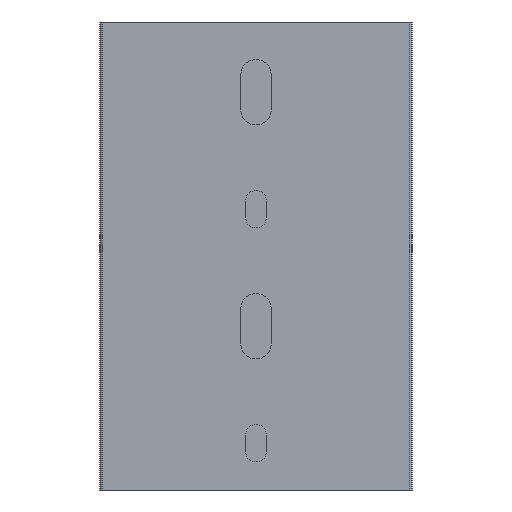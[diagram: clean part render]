
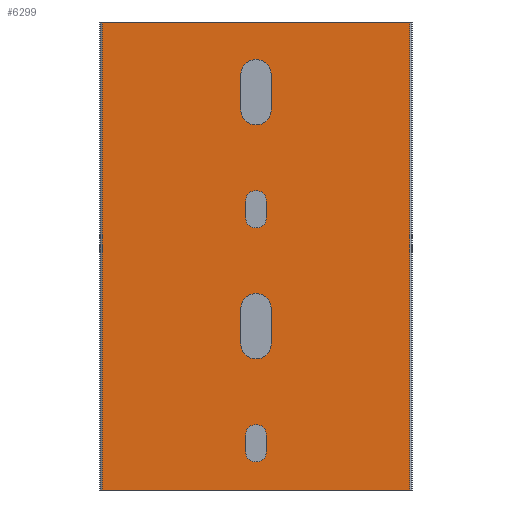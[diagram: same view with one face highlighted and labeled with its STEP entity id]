
A CAD part, front view. The second image highlights one B-rep face of the part: STEP entity #6299.
In plain terms, the highlighted planar face has unit normal (0, -1, 0).
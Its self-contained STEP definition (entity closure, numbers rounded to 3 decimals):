
#444=DIRECTION('',(1.,0.,0.));
#445=VECTOR('',#444,65.604);
#446=CARTESIAN_POINT('',(-32.802,0.,0.));
#447=LINE('47756',#446,#445);
#448=DIRECTION('',(0.,0.,-1.));
#449=VECTOR('',#448,100.);
#450=CARTESIAN_POINT('',(32.802,0.,0.));
#451=LINE('47630',#450,#449);
#452=DIRECTION('',(-1.,0.,0.));
#453=VECTOR('',#452,65.604);
#454=CARTESIAN_POINT('',(32.802,0.,-100.));
#455=LINE('47757',#454,#453);
#456=CARTESIAN_POINT('',(0.,0.,-11.25));
#457=DIRECTION('',(0.,-1.,0.));
#458=DIRECTION('',(1.,0.,0.));
#459=AXIS2_PLACEMENT_3D('',#456,#457,#458);
#461=DIRECTION('',(0.,0.,-1.));
#462=VECTOR('',#461,7.5);
#463=CARTESIAN_POINT('',(-3.25,0.,-11.25));
#464=LINE('6947',#463,#462);
#465=CARTESIAN_POINT('',(0.,0.,-18.75));
#466=DIRECTION('',(0.,-1.,0.));
#467=DIRECTION('',(-1.,0.,0.));
#468=AXIS2_PLACEMENT_3D('',#465,#466,#467);
#470=DIRECTION('',(0.,0.,1.));
#471=VECTOR('',#470,7.5);
#472=CARTESIAN_POINT('',(3.25,0.,-18.75));
#473=LINE('6950',#472,#471);
#474=CARTESIAN_POINT('',(0.,0.,-38.25));
#475=DIRECTION('',(0.,-1.,0.));
#476=DIRECTION('',(1.,0.,0.));
#477=AXIS2_PLACEMENT_3D('',#474,#475,#476);
#479=DIRECTION('',(0.,0.,-1.));
#480=VECTOR('',#479,3.5);
#481=CARTESIAN_POINT('',(-2.25,0.,-38.25));
#482=LINE('6953',#481,#480);
#483=CARTESIAN_POINT('',(0.,0.,-41.75));
#484=DIRECTION('',(0.,-1.,0.));
#485=DIRECTION('',(-1.,0.,0.));
#486=AXIS2_PLACEMENT_3D('',#483,#484,#485);
#488=DIRECTION('',(0.,0.,1.));
#489=VECTOR('',#488,3.5);
#490=CARTESIAN_POINT('',(2.25,0.,-41.75));
#491=LINE('6956',#490,#489);
#492=CARTESIAN_POINT('',(0.,0.,-61.25));
#493=DIRECTION('',(0.,-1.,0.));
#494=DIRECTION('',(1.,0.,0.));
#495=AXIS2_PLACEMENT_3D('',#492,#493,#494);
#497=DIRECTION('',(0.,0.,-1.));
#498=VECTOR('',#497,7.5);
#499=CARTESIAN_POINT('',(-3.25,0.,-61.25));
#500=LINE('6959',#499,#498);
#501=CARTESIAN_POINT('',(0.,0.,-68.75));
#502=DIRECTION('',(0.,-1.,0.));
#503=DIRECTION('',(-1.,0.,0.));
#504=AXIS2_PLACEMENT_3D('',#501,#502,#503);
#506=DIRECTION('',(0.,0.,1.));
#507=VECTOR('',#506,7.5);
#508=CARTESIAN_POINT('',(3.25,0.,-68.75));
#509=LINE('6962',#508,#507);
#510=CARTESIAN_POINT('',(0.,0.,-88.25));
#511=DIRECTION('',(0.,-1.,0.));
#512=DIRECTION('',(1.,0.,0.));
#513=AXIS2_PLACEMENT_3D('',#510,#511,#512);
#515=DIRECTION('',(0.,0.,-1.));
#516=VECTOR('',#515,3.5);
#517=CARTESIAN_POINT('',(-2.25,0.,-88.25));
#518=LINE('6965',#517,#516);
#519=CARTESIAN_POINT('',(0.,0.,-91.75));
#520=DIRECTION('',(0.,-1.,0.));
#521=DIRECTION('',(-1.,0.,0.));
#522=AXIS2_PLACEMENT_3D('',#519,#520,#521);
#524=DIRECTION('',(0.,0.,1.));
#525=VECTOR('',#524,3.5);
#526=CARTESIAN_POINT('',(2.25,0.,-91.75));
#527=LINE('6968',#526,#525);
#652=DIRECTION('',(0.,0.,-1.));
#653=VECTOR('',#652,100.);
#654=CARTESIAN_POINT('',(-32.802,0.,0.));
#655=LINE('47753',#654,#653);
#5178=CARTESIAN_POINT('',(-3.25,0.,-11.25));
#5179=CARTESIAN_POINT('',(-3.25,0.,-18.75));
#5180=VERTEX_POINT('',#5178);
#5181=VERTEX_POINT('',#5179);
#5182=CARTESIAN_POINT('',(3.25,0.,-18.75));
#5183=CARTESIAN_POINT('',(3.25,0.,-11.25));
#5184=VERTEX_POINT('',#5182);
#5185=VERTEX_POINT('',#5183);
#5186=CARTESIAN_POINT('',(-2.25,0.,-38.25));
#5187=CARTESIAN_POINT('',(-2.25,0.,-41.75));
#5188=VERTEX_POINT('',#5186);
#5189=VERTEX_POINT('',#5187);
#5190=CARTESIAN_POINT('',(2.25,0.,-41.75));
#5191=CARTESIAN_POINT('',(2.25,0.,-38.25));
#5192=VERTEX_POINT('',#5190);
#5193=VERTEX_POINT('',#5191);
#5194=CARTESIAN_POINT('',(-3.25,0.,-61.25));
#5195=CARTESIAN_POINT('',(-3.25,0.,-68.75));
#5196=VERTEX_POINT('',#5194);
#5197=VERTEX_POINT('',#5195);
#5198=CARTESIAN_POINT('',(3.25,0.,-68.75));
#5199=CARTESIAN_POINT('',(3.25,0.,-61.25));
#5200=VERTEX_POINT('',#5198);
#5201=VERTEX_POINT('',#5199);
#5202=CARTESIAN_POINT('',(-2.25,0.,-88.25));
#5203=CARTESIAN_POINT('',(-2.25,0.,-91.75));
#5204=VERTEX_POINT('',#5202);
#5205=VERTEX_POINT('',#5203);
#5206=CARTESIAN_POINT('',(2.25,0.,-91.75));
#5207=CARTESIAN_POINT('',(2.25,0.,-88.25));
#5208=VERTEX_POINT('',#5206);
#5209=VERTEX_POINT('',#5207);
#5782=CARTESIAN_POINT('',(32.802,0.,0.));
#5783=CARTESIAN_POINT('',(32.802,0.,-100.));
#5784=VERTEX_POINT('',#5782);
#5785=VERTEX_POINT('',#5783);
#5830=CARTESIAN_POINT('',(-32.802,0.,0.));
#5831=CARTESIAN_POINT('',(-32.802,0.,-100.));
#5832=VERTEX_POINT('',#5830);
#5833=VERTEX_POINT('',#5831);
#6247=CARTESIAN_POINT('',(-29.85,0.,0.));
#6248=DIRECTION('',(0.,-1.,0.));
#6249=DIRECTION('',(1.,0.,0.));
#6250=AXIS2_PLACEMENT_3D('',#6247,#6248,#6249);
#6251=PLANE('7480',#6250);
#6252=ORIENTED_EDGE('47756',*,*,#5841,.T.);
#6253=ORIENTED_EDGE('47630',*,*,#5873,.T.);
#6254=ORIENTED_EDGE('47757',*,*,#6232,.T.);
#6256=ORIENTED_EDGE('47753',*,*,#6255,.F.);
#6257=EDGE_LOOP('7480',(#6252,#6253,#6254,#6256));
#6258=FACE_OUTER_BOUND('7480',#6257,.F.);
#6260=ORIENTED_EDGE('21362',*,*,#6259,.T.);
#6262=ORIENTED_EDGE('6947',*,*,#6261,.T.);
#6264=ORIENTED_EDGE('21363',*,*,#6263,.T.);
#6266=ORIENTED_EDGE('6950',*,*,#6265,.T.);
#6267=EDGE_LOOP('7480',(#6260,#6262,#6264,#6266));
#6268=FACE_BOUND('7480',#6267,.F.);
#6270=ORIENTED_EDGE('21364',*,*,#6269,.T.);
#6272=ORIENTED_EDGE('6953',*,*,#6271,.T.);
#6274=ORIENTED_EDGE('21365',*,*,#6273,.T.);
#6276=ORIENTED_EDGE('6956',*,*,#6275,.T.);
#6277=EDGE_LOOP('7480',(#6270,#6272,#6274,#6276));
#6278=FACE_BOUND('7480',#6277,.F.);
#6280=ORIENTED_EDGE('21366',*,*,#6279,.T.);
#6282=ORIENTED_EDGE('6959',*,*,#6281,.T.);
#6284=ORIENTED_EDGE('21367',*,*,#6283,.T.);
#6286=ORIENTED_EDGE('6962',*,*,#6285,.T.);
#6287=EDGE_LOOP('7480',(#6280,#6282,#6284,#6286));
#6288=FACE_BOUND('7480',#6287,.F.);
#6290=ORIENTED_EDGE('21368',*,*,#6289,.T.);
#6292=ORIENTED_EDGE('6965',*,*,#6291,.T.);
#6294=ORIENTED_EDGE('21369',*,*,#6293,.T.);
#6296=ORIENTED_EDGE('6968',*,*,#6295,.T.);
#6297=EDGE_LOOP('7480',(#6290,#6292,#6294,#6296));
#6298=FACE_BOUND('7480',#6297,.F.);
#6299=ADVANCED_FACE('7480',(#6258,#6268,#6278,#6288,#6298),#6251,.T.);
#460=CIRCLE('21362',#459,3.25);
#469=CIRCLE('21363',#468,3.25);
#478=CIRCLE('21364',#477,2.25);
#487=CIRCLE('21365',#486,2.25);
#496=CIRCLE('21366',#495,3.25);
#505=CIRCLE('21367',#504,3.25);
#514=CIRCLE('21368',#513,2.25);
#523=CIRCLE('21369',#522,2.25);
#5841=EDGE_CURVE('47756',#5832,#5784,#447,.T.);
#5873=EDGE_CURVE('47630',#5784,#5785,#451,.T.);
#6232=EDGE_CURVE('47757',#5785,#5833,#455,.T.);
#6255=EDGE_CURVE('47753',#5832,#5833,#655,.T.);
#6259=EDGE_CURVE('21362',#5185,#5180,#460,.T.);
#6261=EDGE_CURVE('6947',#5180,#5181,#464,.T.);
#6263=EDGE_CURVE('21363',#5181,#5184,#469,.T.);
#6265=EDGE_CURVE('6950',#5184,#5185,#473,.T.);
#6269=EDGE_CURVE('21364',#5193,#5188,#478,.T.);
#6271=EDGE_CURVE('6953',#5188,#5189,#482,.T.);
#6273=EDGE_CURVE('21365',#5189,#5192,#487,.T.);
#6275=EDGE_CURVE('6956',#5192,#5193,#491,.T.);
#6279=EDGE_CURVE('21366',#5201,#5196,#496,.T.);
#6281=EDGE_CURVE('6959',#5196,#5197,#500,.T.);
#6283=EDGE_CURVE('21367',#5197,#5200,#505,.T.);
#6285=EDGE_CURVE('6962',#5200,#5201,#509,.T.);
#6289=EDGE_CURVE('21368',#5209,#5204,#514,.T.);
#6291=EDGE_CURVE('6965',#5204,#5205,#518,.T.);
#6293=EDGE_CURVE('21369',#5205,#5208,#523,.T.);
#6295=EDGE_CURVE('6968',#5208,#5209,#527,.T.);
